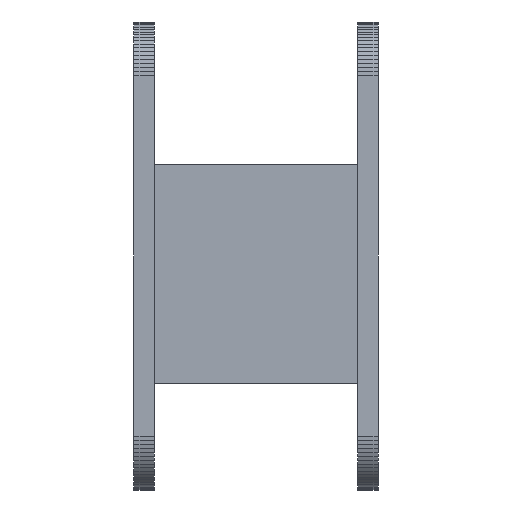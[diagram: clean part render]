
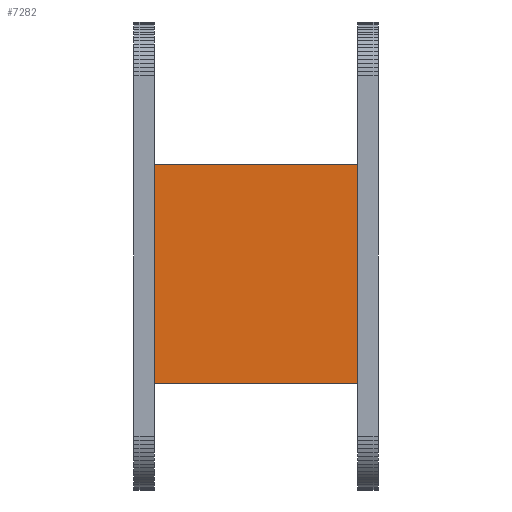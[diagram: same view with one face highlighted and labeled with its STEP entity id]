
A CAD part, front view. The second image highlights one B-rep face of the part: STEP entity #7282.
In plain terms, the highlighted planar face has unit normal (0, -1, 0).
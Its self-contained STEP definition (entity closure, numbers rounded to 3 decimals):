
#100 = PLANE('',#101);
#101 = AXIS2_PLACEMENT_3D('',#102,#103,#104);
#102 = CARTESIAN_POINT('',(21.,15.,10.));
#103 = DIRECTION('',(1.,0.,0.));
#104 = DIRECTION('',(0.,0.,1.));
#1754 = PLANE('',#1755);
#1755 = AXIS2_PLACEMENT_3D('',#1756,#1757,#1758);
#1756 = CARTESIAN_POINT('',(-19.,15.,10.));
#1757 = DIRECTION('',(-1.,0.,0.));
#1758 = DIRECTION('',(0.,0.,-1.));
#7060 = PLANE('',#7061);
#7061 = AXIS2_PLACEMENT_3D('',#7062,#7063,#7064);
#7062 = CARTESIAN_POINT('',(-23.,12.,10.));
#7063 = DIRECTION('',(0.,0.,1.));
#7064 = DIRECTION('',(1.,0.,0.));
#7142 = VERTEX_POINT('',#7143);
#7143 = CARTESIAN_POINT('',(-19.,16.,10.));
#7163 = EDGE_CURVE('',#7164,#7142,#7166,.T.);
#7164 = VERTEX_POINT('',#7165);
#7165 = CARTESIAN_POINT('',(21.,16.,10.));
#7166 = SURFACE_CURVE('',#7167,(#7171,#7177),.PCURVE_S1.);
#7167 = LINE('',#7168,#7169);
#7168 = CARTESIAN_POINT('',(-21.,16.,10.));
#7169 = VECTOR('',#7170,1.);
#7170 = DIRECTION('',(-1.,0.,0.));
#7171 = PCURVE('',#7060,#7172);
#7172 = DEFINITIONAL_REPRESENTATION('',(#7173),#7176);
#7173 = B_SPLINE_CURVE_WITH_KNOTS('',1,(#7174,#7175),.UNSPECIFIED.,.F.,
  .F.,(2,2),(-42.,-2.),.PIECEWISE_BEZIER_KNOTS.);
#7174 = CARTESIAN_POINT('',(44.,4.));
#7175 = CARTESIAN_POINT('',(4.,4.));
#7176 = ( GEOMETRIC_REPRESENTATION_CONTEXT(2) 
PARAMETRIC_REPRESENTATION_CONTEXT() REPRESENTATION_CONTEXT('2D SPACE',''
  ) );
#7177 = PCURVE('',#7178,#7183);
#7178 = PLANE('',#7179);
#7179 = AXIS2_PLACEMENT_3D('',#7180,#7181,#7182);
#7180 = CARTESIAN_POINT('',(-19.,16.,-22.));
#7181 = DIRECTION('',(0.,1.,0.));
#7182 = DIRECTION('',(0.,0.,1.));
#7183 = DEFINITIONAL_REPRESENTATION('',(#7184),#7187);
#7184 = B_SPLINE_CURVE_WITH_KNOTS('',1,(#7185,#7186),.UNSPECIFIED.,.F.,
  .F.,(2,2),(-42.,-2.),.PIECEWISE_BEZIER_KNOTS.);
#7185 = CARTESIAN_POINT('',(32.,40.));
#7186 = CARTESIAN_POINT('',(32.,0.));
#7187 = ( GEOMETRIC_REPRESENTATION_CONTEXT(2) 
PARAMETRIC_REPRESENTATION_CONTEXT() REPRESENTATION_CONTEXT('2D SPACE',''
  ) );
#7282 = ADVANCED_FACE('',(#7283),#7178,.F.);
#7283 = FACE_BOUND('',#7284,.F.);
#7284 = EDGE_LOOP('',(#7285,#7308,#7309,#7332));
#7285 = ORIENTED_EDGE('',*,*,#7286,.F.);
#7286 = EDGE_CURVE('',#7164,#7287,#7289,.T.);
#7287 = VERTEX_POINT('',#7288);
#7288 = CARTESIAN_POINT('',(21.,16.,53.));
#7289 = SURFACE_CURVE('',#7290,(#7294,#7301),.PCURVE_S1.);
#7290 = LINE('',#7291,#7292);
#7291 = CARTESIAN_POINT('',(21.,16.,-22.));
#7292 = VECTOR('',#7293,1.);
#7293 = DIRECTION('',(0.,0.,1.));
#7294 = PCURVE('',#7178,#7295);
#7295 = DEFINITIONAL_REPRESENTATION('',(#7296),#7300);
#7296 = LINE('',#7297,#7298);
#7297 = CARTESIAN_POINT('',(0.,40.));
#7298 = VECTOR('',#7299,1.);
#7299 = DIRECTION('',(1.,0.));
#7300 = ( GEOMETRIC_REPRESENTATION_CONTEXT(2) 
PARAMETRIC_REPRESENTATION_CONTEXT() REPRESENTATION_CONTEXT('2D SPACE',''
  ) );
#7301 = PCURVE('',#100,#7302);
#7302 = DEFINITIONAL_REPRESENTATION('',(#7303),#7307);
#7303 = LINE('',#7304,#7305);
#7304 = CARTESIAN_POINT('',(-32.,-1.));
#7305 = VECTOR('',#7306,1.);
#7306 = DIRECTION('',(1.,0.));
#7307 = ( GEOMETRIC_REPRESENTATION_CONTEXT(2) 
PARAMETRIC_REPRESENTATION_CONTEXT() REPRESENTATION_CONTEXT('2D SPACE',''
  ) );
#7308 = ORIENTED_EDGE('',*,*,#7163,.T.);
#7309 = ORIENTED_EDGE('',*,*,#7310,.T.);
#7310 = EDGE_CURVE('',#7142,#7311,#7313,.T.);
#7311 = VERTEX_POINT('',#7312);
#7312 = CARTESIAN_POINT('',(-19.,16.,53.));
#7313 = SURFACE_CURVE('',#7314,(#7318,#7325),.PCURVE_S1.);
#7314 = LINE('',#7315,#7316);
#7315 = CARTESIAN_POINT('',(-19.,16.,-22.));
#7316 = VECTOR('',#7317,1.);
#7317 = DIRECTION('',(0.,0.,1.));
#7318 = PCURVE('',#7178,#7319);
#7319 = DEFINITIONAL_REPRESENTATION('',(#7320),#7324);
#7320 = LINE('',#7321,#7322);
#7321 = CARTESIAN_POINT('',(0.,0.));
#7322 = VECTOR('',#7323,1.);
#7323 = DIRECTION('',(1.,0.));
#7324 = ( GEOMETRIC_REPRESENTATION_CONTEXT(2) 
PARAMETRIC_REPRESENTATION_CONTEXT() REPRESENTATION_CONTEXT('2D SPACE',''
  ) );
#7325 = PCURVE('',#1754,#7326);
#7326 = DEFINITIONAL_REPRESENTATION('',(#7327),#7331);
#7327 = LINE('',#7328,#7329);
#7328 = CARTESIAN_POINT('',(32.,-1.));
#7329 = VECTOR('',#7330,1.);
#7330 = DIRECTION('',(-1.,-0.));
#7331 = ( GEOMETRIC_REPRESENTATION_CONTEXT(2) 
PARAMETRIC_REPRESENTATION_CONTEXT() REPRESENTATION_CONTEXT('2D SPACE',''
  ) );
#7332 = ORIENTED_EDGE('',*,*,#7333,.T.);
#7333 = EDGE_CURVE('',#7311,#7287,#7334,.T.);
#7334 = SURFACE_CURVE('',#7335,(#7339,#7345),.PCURVE_S1.);
#7335 = LINE('',#7336,#7337);
#7336 = CARTESIAN_POINT('',(-19.,16.,53.));
#7337 = VECTOR('',#7338,1.);
#7338 = DIRECTION('',(1.,0.,0.));
#7339 = PCURVE('',#7178,#7340);
#7340 = DEFINITIONAL_REPRESENTATION('',(#7341),#7344);
#7341 = B_SPLINE_CURVE_WITH_KNOTS('',1,(#7342,#7343),.UNSPECIFIED.,.F.,
  .F.,(2,2),(0.,40.),.PIECEWISE_BEZIER_KNOTS.);
#7342 = CARTESIAN_POINT('',(75.,0.));
#7343 = CARTESIAN_POINT('',(75.,40.));
#7344 = ( GEOMETRIC_REPRESENTATION_CONTEXT(2) 
PARAMETRIC_REPRESENTATION_CONTEXT() REPRESENTATION_CONTEXT('2D SPACE',''
  ) );
#7345 = PCURVE('',#7346,#7351);
#7346 = PLANE('',#7347);
#7347 = AXIS2_PLACEMENT_3D('',#7348,#7349,#7350);
#7348 = CARTESIAN_POINT('',(-19.,-40.,53.));
#7349 = DIRECTION('',(0.,0.,1.));
#7350 = DIRECTION('',(1.,0.,0.));
#7351 = DEFINITIONAL_REPRESENTATION('',(#7352),#7355);
#7352 = B_SPLINE_CURVE_WITH_KNOTS('',1,(#7353,#7354),.UNSPECIFIED.,.F.,
  .F.,(2,2),(0.,40.),.PIECEWISE_BEZIER_KNOTS.);
#7353 = CARTESIAN_POINT('',(0.,56.));
#7354 = CARTESIAN_POINT('',(40.,56.));
#7355 = ( GEOMETRIC_REPRESENTATION_CONTEXT(2) 
PARAMETRIC_REPRESENTATION_CONTEXT() REPRESENTATION_CONTEXT('2D SPACE',''
  ) );
